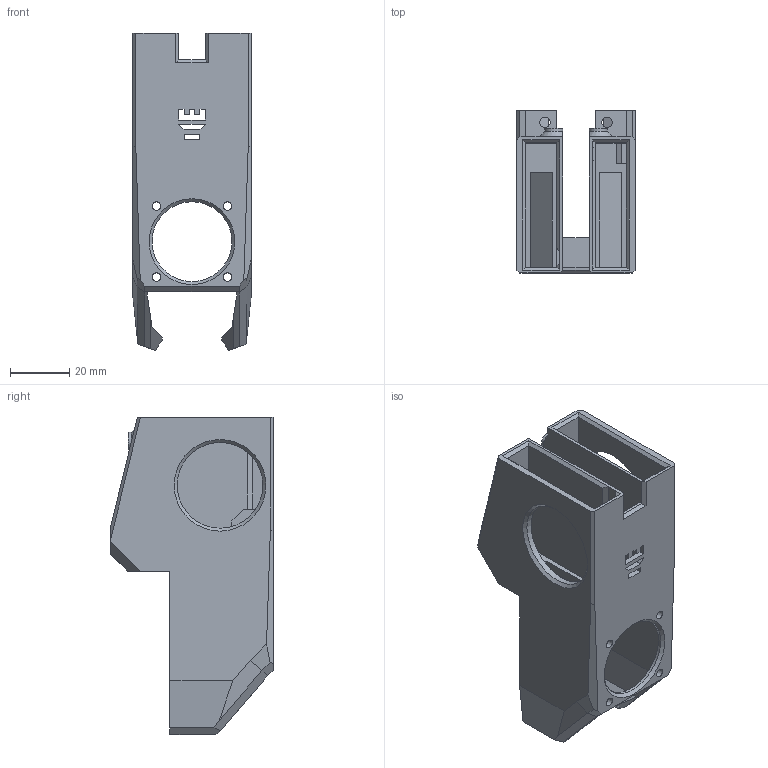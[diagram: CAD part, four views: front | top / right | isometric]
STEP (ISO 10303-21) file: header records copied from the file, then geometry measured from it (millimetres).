
FILE_DESCRIPTION(('STEP AP214'),'1');
FILE_NAME('Rookery 4010 short _2020_.step.stp','2023-05-21T01:46:23',(' '),(' '),'Spatial InterOp 3D',' ',' ');
FILE_SCHEMA(('AUTOMOTIVE_DESIGN { 1 0 10303 214 1 1 1 1 }'));
Length unit declared in the file: millimetre
Products named in the file (1): Rookery 4010 short
Bounding box: 40 x 55 x 107.33 mm (x, y, z)
Volume: 39745 mm3; surface area: 39803 mm2
Topology: 1 solids, 1 shells, 197 faces, 552 edges, 353 vertices
Faces by surface type: plane 179, cylinder 13, cone 5
Full cylindrical faces by diameter (mm): 2.9 x4, 3.5 x2, 4.2 x2, 6 x2, 27 x1, 29 x2
Entity records: 10316 total; most frequent: CARTESIAN_POINT 1107, ORIENTED_EDGE 1064, DIRECTION 955, STYLED_ITEM 712, PRESENTATION_STYLE_ASSIGNMENT 712, COLOUR_RGB 712, EDGE_CURVE 532, CURVE_STYLE 514
